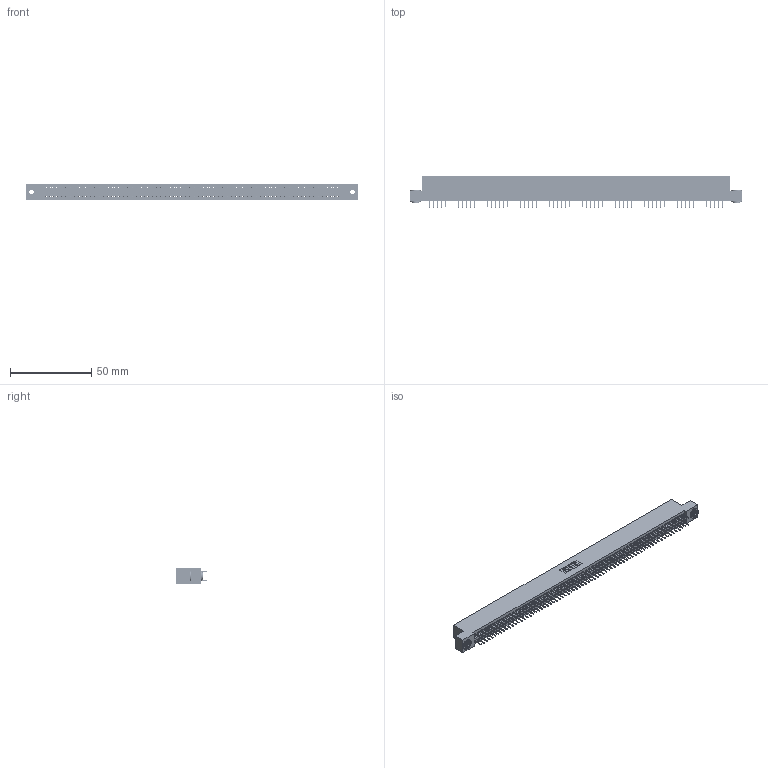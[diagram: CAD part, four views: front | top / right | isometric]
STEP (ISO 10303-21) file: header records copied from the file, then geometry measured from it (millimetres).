
FILE_DESCRIPTION (( 'STEP AP203' ), '1' );
FILE_NAME ('345-144-524-203.STEP', '2018-10-22T16:15:53', ( '' ), ( '' ), 'SwSTEP 2.0', 'SolidWorks 2016', '' );
FILE_SCHEMA (( 'CONFIG_CONTROL_DESIGN' ));
Length unit declared in the file: inch
Products named in the file (4): 345 Part_Flush Mounting Lugs - 0.156 Dia-TH; 345-144-524-203; 345-250-002_345-250-002-102; 345-292-001_345-293-124
Assembly tree (147 placements, depth 2):
  345-144-524-203
    345 Part_Flush Mounting Lugs - 0.156 Dia-TH
    345-292-001_345-293-124  x144
    345-250-002_345-250-002-102  x2
Bounding box: 204.09 x 19.35 x 9.4 mm (x, y, z)
Volume: 19905.4 mm3; surface area: 29634.1 mm2
Topology: 147 solids, 147 shells, 7940 faces, 22449 edges, 14386 vertices
Faces by surface type: plane 5706, cylinder 2226, cone 8
Entity records: 53178 total; most frequent: CARTESIAN_POINT 8859, ORIENTED_EDGE 8786, DIRECTION 7807, EDGE_CURVE 4393, VECTOR 3953, LINE 3953, VERTEX_POINT 2922, AXIS2_PLACEMENT_3D 1927
